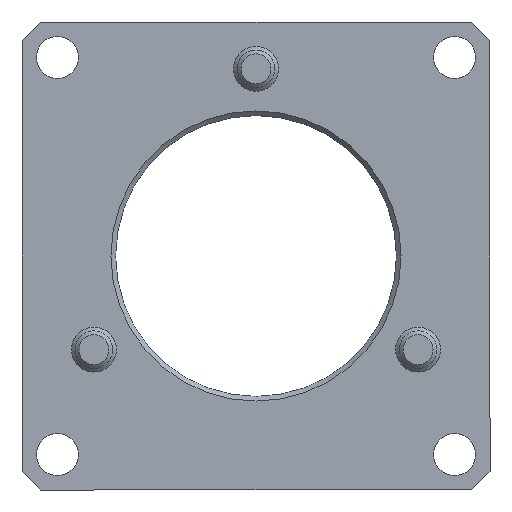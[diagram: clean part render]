
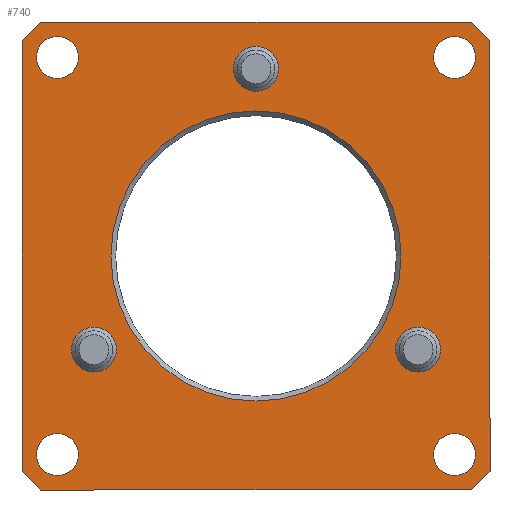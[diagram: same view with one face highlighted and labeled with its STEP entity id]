
A CAD part, left-side view. The second image highlights one B-rep face of the part: STEP entity #740.
In plain terms, the highlighted planar face has unit normal (-1, 0, 0).
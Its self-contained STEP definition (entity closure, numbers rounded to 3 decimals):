
#52=LINE('',#1123,#88);
#55=LINE('',#1129,#91);
#58=LINE('',#1135,#94);
#61=LINE('',#1141,#97);
#64=LINE('',#1147,#100);
#67=LINE('',#1153,#103);
#70=LINE('',#1159,#106);
#73=LINE('',#1164,#109);
#88=VECTOR('',#918,1000.);
#91=VECTOR('',#923,1000.);
#94=VECTOR('',#928,1000.);
#97=VECTOR('',#933,1000.);
#100=VECTOR('',#938,1000.);
#103=VECTOR('',#943,1000.);
#106=VECTOR('',#948,1000.);
#109=VECTOR('',#953,1000.);
#224=ORIENTED_EDGE('',*,*,#302,.T.);
#225=ORIENTED_EDGE('',*,*,#304,.T.);
#226=ORIENTED_EDGE('',*,*,#306,.T.);
#227=ORIENTED_EDGE('',*,*,#334,.T.);
#228=ORIENTED_EDGE('',*,*,#335,.T.);
#229=ORIENTED_EDGE('',*,*,#336,.T.);
#230=ORIENTED_EDGE('',*,*,#337,.T.);
#231=ORIENTED_EDGE('',*,*,#338,.T.);
#232=ORIENTED_EDGE('',*,*,#310,.F.);
#233=ORIENTED_EDGE('',*,*,#331,.F.);
#234=ORIENTED_EDGE('',*,*,#328,.F.);
#235=ORIENTED_EDGE('',*,*,#325,.F.);
#236=ORIENTED_EDGE('',*,*,#322,.F.);
#237=ORIENTED_EDGE('',*,*,#319,.F.);
#238=ORIENTED_EDGE('',*,*,#316,.F.);
#239=ORIENTED_EDGE('',*,*,#313,.F.);
#302=EDGE_CURVE('',#367,#367,#412,.T.);
#304=EDGE_CURVE('',#369,#369,#414,.T.);
#306=EDGE_CURVE('',#371,#371,#416,.T.);
#310=EDGE_CURVE('',#375,#376,#52,.T.);
#313=EDGE_CURVE('',#376,#378,#55,.T.);
#316=EDGE_CURVE('',#378,#380,#58,.T.);
#319=EDGE_CURVE('',#380,#382,#61,.T.);
#322=EDGE_CURVE('',#382,#384,#64,.T.);
#325=EDGE_CURVE('',#384,#386,#67,.T.);
#328=EDGE_CURVE('',#386,#388,#70,.T.);
#331=EDGE_CURVE('',#388,#375,#73,.T.);
#334=EDGE_CURVE('',#391,#391,#420,.T.);
#335=EDGE_CURVE('',#392,#392,#421,.T.);
#336=EDGE_CURVE('',#393,#393,#422,.T.);
#337=EDGE_CURVE('',#394,#394,#423,.T.);
#338=EDGE_CURVE('',#395,#395,#424,.T.);
#367=VERTEX_POINT('',#1104);
#369=VERTEX_POINT('',#1109);
#371=VERTEX_POINT('',#1114);
#375=VERTEX_POINT('',#1122);
#376=VERTEX_POINT('',#1124);
#378=VERTEX_POINT('',#1130);
#380=VERTEX_POINT('',#1136);
#382=VERTEX_POINT('',#1142);
#384=VERTEX_POINT('',#1148);
#386=VERTEX_POINT('',#1154);
#388=VERTEX_POINT('',#1160);
#391=VERTEX_POINT('',#1172);
#392=VERTEX_POINT('',#1174);
#393=VERTEX_POINT('',#1176);
#394=VERTEX_POINT('',#1178);
#395=VERTEX_POINT('',#1180);
#412=CIRCLE('',#788,2.25);
#414=CIRCLE('',#791,2.25);
#416=CIRCLE('',#794,2.25);
#420=CIRCLE('',#808,2.25);
#421=CIRCLE('',#809,2.4);
#422=CIRCLE('',#810,2.4);
#423=CIRCLE('',#811,2.4);
#424=CIRCLE('',#812,15.5);
#471=EDGE_LOOP('',(#224));
#472=EDGE_LOOP('',(#225));
#473=EDGE_LOOP('',(#226));
#474=EDGE_LOOP('',(#227));
#475=EDGE_LOOP('',(#228));
#476=EDGE_LOOP('',(#229));
#477=EDGE_LOOP('',(#230));
#478=EDGE_LOOP('',(#231));
#479=EDGE_LOOP('',(#232,#233,#234,#235,#236,#237,#238,#239));
#547=FACE_BOUND('',#471,.T.);
#548=FACE_BOUND('',#472,.T.);
#549=FACE_BOUND('',#473,.T.);
#550=FACE_BOUND('',#474,.T.);
#551=FACE_BOUND('',#475,.T.);
#552=FACE_BOUND('',#476,.T.);
#553=FACE_BOUND('',#477,.T.);
#554=FACE_BOUND('',#478,.T.);
#555=FACE_BOUND('',#479,.T.);
#604=PLANE('',#807);
#740=ADVANCED_FACE('',(#547,#548,#549,#550,#551,#552,#553,#554,#555),#604,
 .F.);
#788=AXIS2_PLACEMENT_3D('',#1103,#898,#899);
#791=AXIS2_PLACEMENT_3D('',#1108,#904,#905);
#794=AXIS2_PLACEMENT_3D('',#1113,#910,#911);
#807=AXIS2_PLACEMENT_3D('',#1170,#960,#961);
#808=AXIS2_PLACEMENT_3D('',#1171,#962,#963);
#809=AXIS2_PLACEMENT_3D('',#1173,#964,#965);
#810=AXIS2_PLACEMENT_3D('',#1175,#966,#967);
#811=AXIS2_PLACEMENT_3D('',#1177,#968,#969);
#812=AXIS2_PLACEMENT_3D('',#1179,#970,#971);
#898=DIRECTION('',(1.,0.,0.));
#899=DIRECTION('',(0.,0.,1.));
#904=DIRECTION('',(1.,0.,0.));
#905=DIRECTION('',(0.,-1.,0.));
#910=DIRECTION('',(1.,0.,0.));
#911=DIRECTION('',(0.,0.,-1.));
#918=DIRECTION('',(0.,0.707,-0.707));
#923=DIRECTION('',(0.,1.,0.));
#928=DIRECTION('',(0.,0.707,0.707));
#933=DIRECTION('',(0.,0.,1.));
#938=DIRECTION('',(0.,-0.707,0.707));
#943=DIRECTION('',(0.,-1.,0.));
#948=DIRECTION('',(0.,-0.707,-0.707));
#953=DIRECTION('',(0.,0.,-1.));
#960=DIRECTION('',(1.,0.,0.));
#961=DIRECTION('',(0.,1.,0.));
#962=DIRECTION('',(1.,0.,0.));
#963=DIRECTION('',(0.,1.,0.));
#964=DIRECTION('',(1.,0.,0.));
#965=DIRECTION('',(0.,1.,0.));
#966=DIRECTION('',(1.,0.,0.));
#967=DIRECTION('',(0.,1.,0.));
#968=DIRECTION('',(1.,0.,0.));
#969=DIRECTION('',(0.,1.,0.));
#970=DIRECTION('',(1.,0.,0.));
#971=DIRECTION('',(0.,1.,0.));
#1103=CARTESIAN_POINT('',(-5.,-21.213,-21.213));
#1104=CARTESIAN_POINT('',(-5.,-21.213,-18.963));
#1108=CARTESIAN_POINT('',(-5.,21.213,-21.213));
#1109=CARTESIAN_POINT('',(-5.,18.963,-21.213));
#1113=CARTESIAN_POINT('',(-5.,21.213,21.213));
#1114=CARTESIAN_POINT('',(-5.,21.213,18.963));
#1122=CARTESIAN_POINT('',(-5.,-25.,-23.));
#1123=CARTESIAN_POINT('',(-5.,-23.,-25.));
#1124=CARTESIAN_POINT('',(-5.,-23.,-25.));
#1129=CARTESIAN_POINT('',(-5.,-23.,-25.));
#1130=CARTESIAN_POINT('',(-5.,23.,-25.));
#1135=CARTESIAN_POINT('',(-5.,23.,-25.));
#1136=CARTESIAN_POINT('',(-5.,25.,-23.));
#1141=CARTESIAN_POINT('',(-5.,25.,-23.));
#1142=CARTESIAN_POINT('',(-5.,25.,23.));
#1147=CARTESIAN_POINT('',(-5.,23.,25.));
#1148=CARTESIAN_POINT('',(-5.,23.,25.));
#1153=CARTESIAN_POINT('',(-5.,23.,25.));
#1154=CARTESIAN_POINT('',(-5.,-23.,25.));
#1159=CARTESIAN_POINT('',(-5.,-25.,23.));
#1160=CARTESIAN_POINT('',(-5.,-25.,23.));
#1164=CARTESIAN_POINT('',(-5.,-25.,23.));
#1170=CARTESIAN_POINT('',(-5.,0.,-48.));
#1171=CARTESIAN_POINT('',(-5.,-21.213,21.213));
#1172=CARTESIAN_POINT('',(-5.,-18.963,21.213));
#1173=CARTESIAN_POINT('',(-5.,17.321,-10.));
#1174=CARTESIAN_POINT('',(-5.,19.721,-10.));
#1175=CARTESIAN_POINT('',(-5.,-17.321,-10.));
#1176=CARTESIAN_POINT('',(-5.,-14.921,-10.));
#1177=CARTESIAN_POINT('',(-5.,0.,20.));
#1178=CARTESIAN_POINT('',(-5.,2.4,20.));
#1179=CARTESIAN_POINT('',(-5.,0.,0.));
#1180=CARTESIAN_POINT('',(-5.,15.5,0.));
